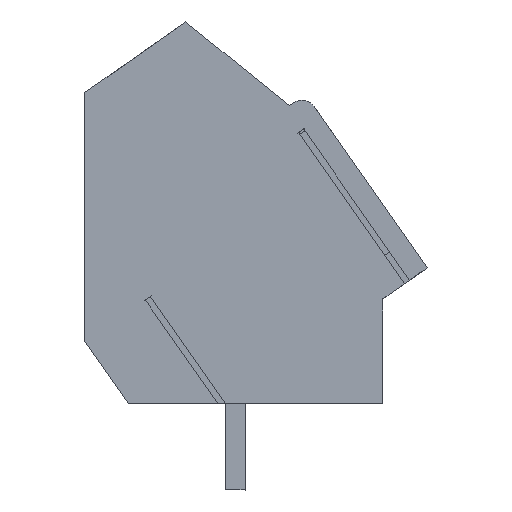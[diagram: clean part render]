
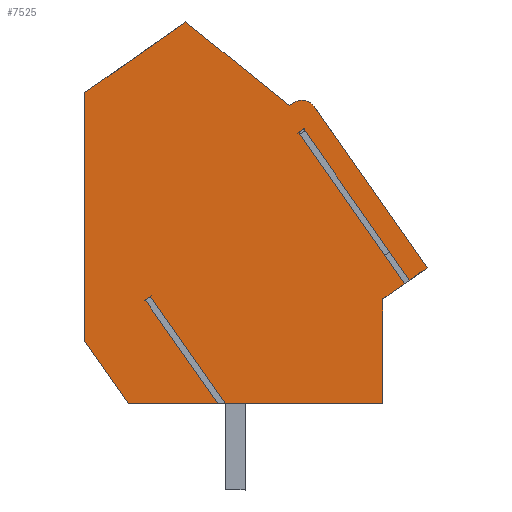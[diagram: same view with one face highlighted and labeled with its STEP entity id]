
A CAD part, left-side view. The second image highlights one B-rep face of the part: STEP entity #7525.
In plain terms, the highlighted planar face has unit normal (-1, 0, 0).
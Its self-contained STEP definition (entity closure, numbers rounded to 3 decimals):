
#7377=AXIS2_PLACEMENT_3D('Plane Axis2P3D',#7374,#7375,#7376) ;
#7397=AXIS2_PLACEMENT_3D('Circle Axis2P3D',#7395,#7396,$) ;
#7374=CARTESIAN_POINT('Axis2P3D Location',(0.,13.9,0.)) ;
#7379=CARTESIAN_POINT('Line Origine',(0.,0.358,8.767)) ;
#7383=CARTESIAN_POINT('Vertex',(0.,0.717,8.516)) ;
#7385=CARTESIAN_POINT('Vertex',(0.,0.,9.018)) ;
#7388=CARTESIAN_POINT('Line Origine',(0.,2.294,12.295)) ;
#7392=CARTESIAN_POINT('Vertex',(0.,4.589,15.572)) ;
#7395=CARTESIAN_POINT('Axis2P3D Location',(0.,5.08,15.227)) ;
#7399=CARTESIAN_POINT('Vertex',(0.,5.424,15.719)) ;
#7402=CARTESIAN_POINT('Line Origine',(0.,5.506,15.662)) ;
#7406=CARTESIAN_POINT('Vertex',(0.,5.588,15.604)) ;
#7409=CARTESIAN_POINT('Line Origine',(0.,7.696,17.302)) ;
#7413=CARTESIAN_POINT('Vertex',(0.,9.804,19.)) ;
#7416=CARTESIAN_POINT('Line Origine',(0.,11.852,17.566)) ;
#7420=CARTESIAN_POINT('Vertex',(0.,13.9,16.132)) ;
#7423=CARTESIAN_POINT('Line Origine',(0.,13.9,11.081)) ;
#7427=CARTESIAN_POINT('Vertex',(0.,13.9,6.03)) ;
#7430=CARTESIAN_POINT('Line Origine',(0.,13.014,4.765)) ;
#7434=CARTESIAN_POINT('Vertex',(0.,12.128,3.5)) ;
#7437=CARTESIAN_POINT('Line Origine',(0.,10.312,3.5)) ;
#7441=CARTESIAN_POINT('Vertex',(0.,8.496,3.5)) ;
#7444=CARTESIAN_POINT('Line Origine',(0.,9.972,5.608)) ;
#7448=CARTESIAN_POINT('Vertex',(0.,11.448,7.716)) ;
#7451=CARTESIAN_POINT('Line Origine',(0.,11.346,7.788)) ;
#7455=CARTESIAN_POINT('Vertex',(0.,11.244,7.859)) ;
#7458=CARTESIAN_POINT('Line Origine',(0.,9.718,5.68)) ;
#7462=CARTESIAN_POINT('Vertex',(0.,8.192,3.5)) ;
#7465=CARTESIAN_POINT('Line Origine',(0.,4.996,3.5)) ;
#7469=CARTESIAN_POINT('Vertex',(0.,1.8,3.5)) ;
#7472=CARTESIAN_POINT('Line Origine',(0.,1.8,5.629)) ;
#7476=CARTESIAN_POINT('Vertex',(0.,1.8,7.758)) ;
#7479=CARTESIAN_POINT('Line Origine',(0.,1.361,8.066)) ;
#7483=CARTESIAN_POINT('Vertex',(0.,0.921,8.373)) ;
#7486=CARTESIAN_POINT('Line Origine',(0.,3.072,11.445)) ;
#7490=CARTESIAN_POINT('Vertex',(0.,5.223,14.517)) ;
#7493=CARTESIAN_POINT('Line Origine',(0.,5.121,14.588)) ;
#7497=CARTESIAN_POINT('Vertex',(0.,5.019,14.66)) ;
#7500=CARTESIAN_POINT('Line Origine',(0.,2.868,11.588)) ;
#7375=DIRECTION('Axis2P3D Direction',(-1.,0.,0.)) ;
#7376=DIRECTION('Axis2P3D XDirection',(0.,-1.,0.)) ;
#7380=DIRECTION('Vector Direction',(0.,0.819,-0.574)) ;
#7389=DIRECTION('Vector Direction',(0.,-0.574,-0.819)) ;
#7396=DIRECTION('Axis2P3D Direction',(-1.,0.,0.)) ;
#7403=DIRECTION('Vector Direction',(0.,-0.819,0.574)) ;
#7410=DIRECTION('Vector Direction',(0.,-0.779,-0.627)) ;
#7417=DIRECTION('Vector Direction',(0.,-0.819,0.574)) ;
#7424=DIRECTION('Vector Direction',(0.,0.,1.)) ;
#7431=DIRECTION('Vector Direction',(0.,0.574,0.819)) ;
#7438=DIRECTION('Vector Direction',(0.,1.,0.)) ;
#7445=DIRECTION('Vector Direction',(0.,-0.574,-0.819)) ;
#7452=DIRECTION('Vector Direction',(0.,0.819,-0.574)) ;
#7459=DIRECTION('Vector Direction',(0.,-0.574,-0.819)) ;
#7466=DIRECTION('Vector Direction',(0.,1.,0.)) ;
#7473=DIRECTION('Vector Direction',(0.,0.,-1.)) ;
#7480=DIRECTION('Vector Direction',(0.,0.819,-0.574)) ;
#7487=DIRECTION('Vector Direction',(0.,-0.574,-0.819)) ;
#7494=DIRECTION('Vector Direction',(0.,0.819,-0.574)) ;
#7501=DIRECTION('Vector Direction',(0.,-0.574,-0.819)) ;
#7381=VECTOR('Line Direction',#7380,1.) ;
#7390=VECTOR('Line Direction',#7389,1.) ;
#7404=VECTOR('Line Direction',#7403,1.) ;
#7411=VECTOR('Line Direction',#7410,1.) ;
#7418=VECTOR('Line Direction',#7417,1.) ;
#7425=VECTOR('Line Direction',#7424,1.) ;
#7432=VECTOR('Line Direction',#7431,1.) ;
#7439=VECTOR('Line Direction',#7438,1.) ;
#7446=VECTOR('Line Direction',#7445,1.) ;
#7453=VECTOR('Line Direction',#7452,1.) ;
#7460=VECTOR('Line Direction',#7459,1.) ;
#7467=VECTOR('Line Direction',#7466,1.) ;
#7474=VECTOR('Line Direction',#7473,1.) ;
#7481=VECTOR('Line Direction',#7480,1.) ;
#7488=VECTOR('Line Direction',#7487,1.) ;
#7495=VECTOR('Line Direction',#7494,1.) ;
#7502=VECTOR('Line Direction',#7501,1.) ;
#7506=ORIENTED_EDGE('',*,*,#7387,.T.) ;
#7507=ORIENTED_EDGE('',*,*,#7394,.T.) ;
#7508=ORIENTED_EDGE('',*,*,#7401,.T.) ;
#7509=ORIENTED_EDGE('',*,*,#7408,.T.) ;
#7510=ORIENTED_EDGE('',*,*,#7415,.T.) ;
#7511=ORIENTED_EDGE('',*,*,#7422,.T.) ;
#7512=ORIENTED_EDGE('',*,*,#7429,.T.) ;
#7513=ORIENTED_EDGE('',*,*,#7436,.T.) ;
#7514=ORIENTED_EDGE('',*,*,#7443,.T.) ;
#7515=ORIENTED_EDGE('',*,*,#7450,.F.) ;
#7516=ORIENTED_EDGE('',*,*,#7457,.F.) ;
#7517=ORIENTED_EDGE('',*,*,#7464,.T.) ;
#7518=ORIENTED_EDGE('',*,*,#7471,.T.) ;
#7519=ORIENTED_EDGE('',*,*,#7478,.T.) ;
#7520=ORIENTED_EDGE('',*,*,#7485,.T.) ;
#7521=ORIENTED_EDGE('',*,*,#7492,.F.) ;
#7522=ORIENTED_EDGE('',*,*,#7499,.F.) ;
#7523=ORIENTED_EDGE('',*,*,#7504,.T.) ;
#7525=ADVANCED_FACE('HOUSING',(#7524),#7378,.T.) ;
#7398=CIRCLE('generated circle',#7397,0.6) ;
#7387=EDGE_CURVE('',#7384,#7386,#7382,.F.) ;
#7394=EDGE_CURVE('',#7386,#7393,#7391,.F.) ;
#7401=EDGE_CURVE('',#7393,#7400,#7398,.T.) ;
#7408=EDGE_CURVE('',#7400,#7407,#7405,.F.) ;
#7415=EDGE_CURVE('',#7407,#7414,#7412,.F.) ;
#7422=EDGE_CURVE('',#7414,#7421,#7419,.F.) ;
#7429=EDGE_CURVE('',#7421,#7428,#7426,.F.) ;
#7436=EDGE_CURVE('',#7428,#7435,#7433,.F.) ;
#7443=EDGE_CURVE('',#7435,#7442,#7440,.F.) ;
#7450=EDGE_CURVE('',#7449,#7442,#7447,.T.) ;
#7457=EDGE_CURVE('',#7456,#7449,#7454,.T.) ;
#7464=EDGE_CURVE('',#7456,#7463,#7461,.T.) ;
#7471=EDGE_CURVE('',#7463,#7470,#7468,.F.) ;
#7478=EDGE_CURVE('',#7470,#7477,#7475,.F.) ;
#7485=EDGE_CURVE('',#7477,#7484,#7482,.F.) ;
#7492=EDGE_CURVE('',#7491,#7484,#7489,.T.) ;
#7499=EDGE_CURVE('',#7498,#7491,#7496,.T.) ;
#7504=EDGE_CURVE('',#7498,#7384,#7503,.T.) ;
#7505=EDGE_LOOP('',(#7506,#7507,#7508,#7509,#7510,#7511,#7512,#7513,#7514,#7515,#7516,#7517,#7518,#7519,#7520,#7521,#7522,#7523)) ;
#7524=FACE_OUTER_BOUND('',#7505,.T.) ;
#7382=LINE('Line',#7379,#7381) ;
#7391=LINE('Line',#7388,#7390) ;
#7405=LINE('Line',#7402,#7404) ;
#7412=LINE('Line',#7409,#7411) ;
#7419=LINE('Line',#7416,#7418) ;
#7426=LINE('Line',#7423,#7425) ;
#7433=LINE('Line',#7430,#7432) ;
#7440=LINE('Line',#7437,#7439) ;
#7447=LINE('Line',#7444,#7446) ;
#7454=LINE('Line',#7451,#7453) ;
#7461=LINE('Line',#7458,#7460) ;
#7468=LINE('Line',#7465,#7467) ;
#7475=LINE('Line',#7472,#7474) ;
#7482=LINE('Line',#7479,#7481) ;
#7489=LINE('Line',#7486,#7488) ;
#7496=LINE('Line',#7493,#7495) ;
#7503=LINE('Line',#7500,#7502) ;
#7378=PLANE('',#7377) ;
#7384=VERTEX_POINT('',#7383) ;
#7386=VERTEX_POINT('',#7385) ;
#7393=VERTEX_POINT('',#7392) ;
#7400=VERTEX_POINT('',#7399) ;
#7407=VERTEX_POINT('',#7406) ;
#7414=VERTEX_POINT('',#7413) ;
#7421=VERTEX_POINT('',#7420) ;
#7428=VERTEX_POINT('',#7427) ;
#7435=VERTEX_POINT('',#7434) ;
#7442=VERTEX_POINT('',#7441) ;
#7449=VERTEX_POINT('',#7448) ;
#7456=VERTEX_POINT('',#7455) ;
#7463=VERTEX_POINT('',#7462) ;
#7470=VERTEX_POINT('',#7469) ;
#7477=VERTEX_POINT('',#7476) ;
#7484=VERTEX_POINT('',#7483) ;
#7491=VERTEX_POINT('',#7490) ;
#7498=VERTEX_POINT('',#7497) ;
